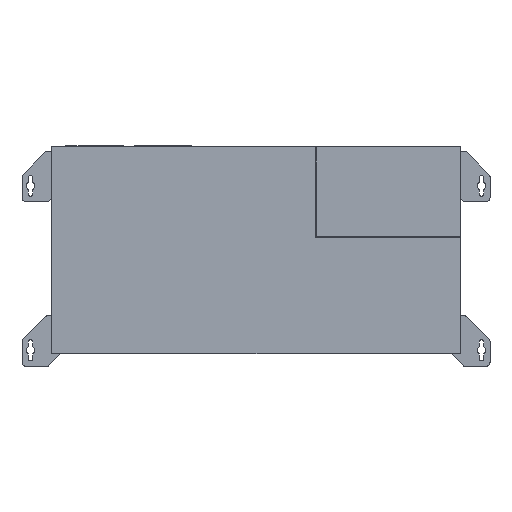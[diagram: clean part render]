
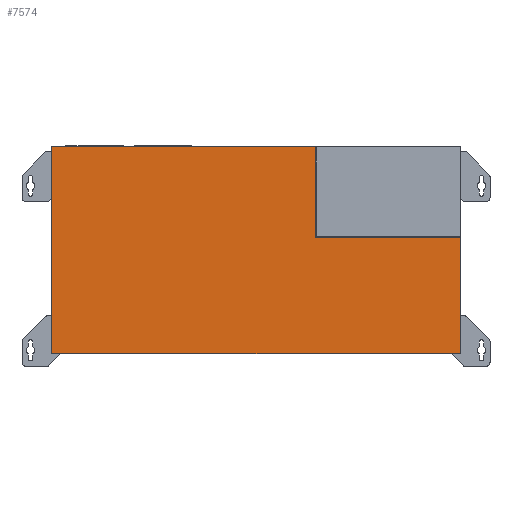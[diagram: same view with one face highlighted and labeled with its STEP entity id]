
A CAD part, top view. The second image highlights one B-rep face of the part: STEP entity #7574.
In plain terms, the highlighted planar face has unit normal (0, 0, 1).
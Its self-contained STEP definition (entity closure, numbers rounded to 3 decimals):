
#589=ORIENTED_EDGE('',*,*,#2724,.F.);
#590=ORIENTED_EDGE('',*,*,#2725,.F.);
#591=ORIENTED_EDGE('',*,*,#2573,.T.);
#592=ORIENTED_EDGE('',*,*,#2723,.T.);
#593=ORIENTED_EDGE('',*,*,#2717,.T.);
#594=ORIENTED_EDGE('',*,*,#2722,.T.);
#2573=EDGE_CURVE('',#3649,#3651,#4403,.T.);
#2717=EDGE_CURVE('',#3775,#3776,#4536,.T.);
#2722=EDGE_CURVE('',#3776,#3780,#4541,.T.);
#2723=EDGE_CURVE('',#3651,#3775,#4542,.T.);
#2724=EDGE_CURVE('',#3781,#3780,#4543,.T.);
#2725=EDGE_CURVE('',#3649,#3781,#4544,.T.);
#3649=VERTEX_POINT('',#10900);
#3651=VERTEX_POINT('',#10904);
#3775=VERTEX_POINT('',#11195);
#3776=VERTEX_POINT('',#11197);
#3780=VERTEX_POINT('',#11207);
#3781=VERTEX_POINT('',#11213);
#4403=LINE('',#10905,#5309);
#4536=LINE('',#11198,#5442);
#4541=LINE('',#11208,#5447);
#4542=LINE('',#11210,#5448);
#4543=LINE('',#11212,#5449);
#4544=LINE('',#11214,#5450);
#5309=VECTOR('',#8704,1000.);
#5442=VECTOR('',#8907,1000.);
#5447=VECTOR('',#8914,1000.);
#5448=VECTOR('',#8917,1000.);
#5449=VECTOR('',#8920,1000.);
#5450=VECTOR('',#8921,1000.);
#6165=EDGE_LOOP('',(#589,#590,#591,#592,#593,#594));
#6717=FACE_BOUND('',#6165,.T.);
#7242=PLANE('',#8018);
#7574=ADVANCED_FACE('',(#6717),#7242,.T.);
#8018=AXIS2_PLACEMENT_3D('',#11211,#8918,#8919);
#8704=DIRECTION('',(-1.,0.,0.));
#8907=DIRECTION('',(1.,0.,0.));
#8914=DIRECTION('',(0.,1.,0.));
#8917=DIRECTION('',(0.,-1.,0.));
#8918=DIRECTION('',(0.,0.,1.));
#8919=DIRECTION('',(1.,0.,0.));
#8920=DIRECTION('',(1.,0.,0.));
#8921=DIRECTION('',(0.,-1.,0.));
#10900=CARTESIAN_POINT('',(70.5,122.5,75.8));
#10904=CARTESIAN_POINT('',(-242.5,122.5,75.8));
#10905=CARTESIAN_POINT('',(242.5,122.5,75.8));
#11195=CARTESIAN_POINT('',(-242.5,-122.5,75.8));
#11197=CARTESIAN_POINT('',(242.5,-122.5,75.8));
#11198=CARTESIAN_POINT('',(-242.5,-122.5,75.8));
#11207=CARTESIAN_POINT('',(242.5,15.5,75.8));
#11208=CARTESIAN_POINT('',(242.5,-122.5,75.8));
#11210=CARTESIAN_POINT('',(-242.5,122.5,75.8));
#11211=CARTESIAN_POINT('',(0.,0.,75.8));
#11212=CARTESIAN_POINT('',(70.5,15.5,75.8));
#11213=CARTESIAN_POINT('',(70.5,15.5,75.8));
#11214=CARTESIAN_POINT('',(70.5,122.5,75.8));
